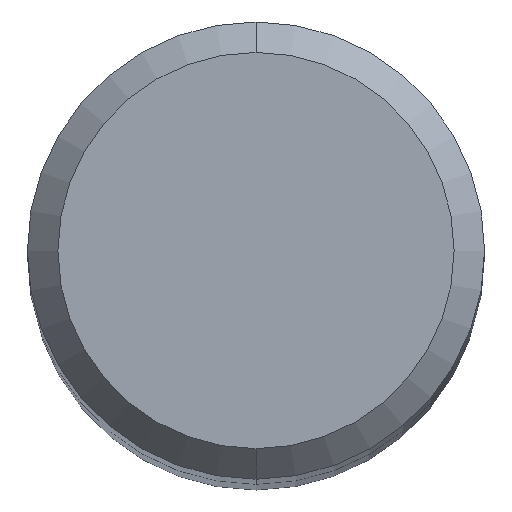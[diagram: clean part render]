
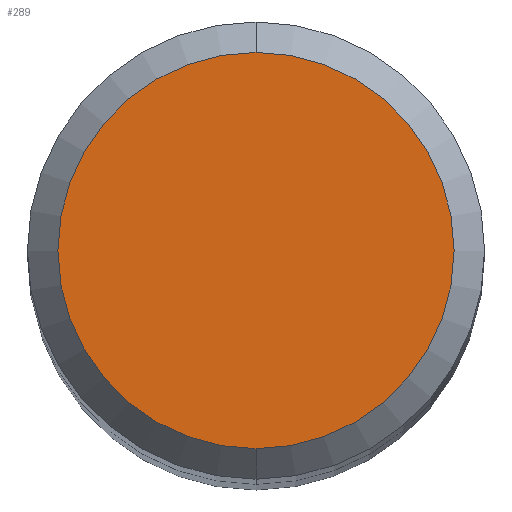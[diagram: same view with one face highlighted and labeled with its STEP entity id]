
A CAD part, top view. The second image highlights one B-rep face of the part: STEP entity #289.
In plain terms, the highlighted planar face has unit normal (0, 0, 1).
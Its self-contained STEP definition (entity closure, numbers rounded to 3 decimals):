
#237=EDGE_CURVE('',#371,#393,#535,.T.);
#253=EDGE_CURVE('',#393,#371,#554,.T.);
#289=ADVANCED_FACE('',(#595),#596,.T.);
#371=VERTEX_POINT('',#687);
#393=VERTEX_POINT('',#710);
#535=CIRCLE('',#935,2.6);
#554=CIRCLE('',#958,2.6);
#595=FACE_OUTER_BOUND('',#1018,.T.);
#596=PLANE('',#1019);
#687=CARTESIAN_POINT('',(0.,-2.6,0.0));
#710=CARTESIAN_POINT('',(0.0,2.6,0.0));
#935=AXIS2_PLACEMENT_3D('',#1452,#1453,#1454);
#958=AXIS2_PLACEMENT_3D('',#1483,#1484,#1485);
#1018=EDGE_LOOP('',(#1535,#1536));
#1019=AXIS2_PLACEMENT_3D('',#1537,#1538,#1539);
#1452=CARTESIAN_POINT('',(0.0,0.0,0.0));
#1453=DIRECTION('',(0.0,0.0,-1.0));
#1454=DIRECTION('',(0.0,1.0,0.0));
#1483=CARTESIAN_POINT('',(0.0,0.0,0.0));
#1484=DIRECTION('',(0.0,0.0,-1.0));
#1485=DIRECTION('',(0.0,1.0,0.0));
#1535=ORIENTED_EDGE('',*,*,#253,.F.);
#1536=ORIENTED_EDGE('',*,*,#237,.F.);
#1537=CARTESIAN_POINT('',(0.0,1.3,0.0));
#1538=DIRECTION('',(-0.0,0.0,1.0));
#1539=DIRECTION('',(0.0,-1.0,0.0));
